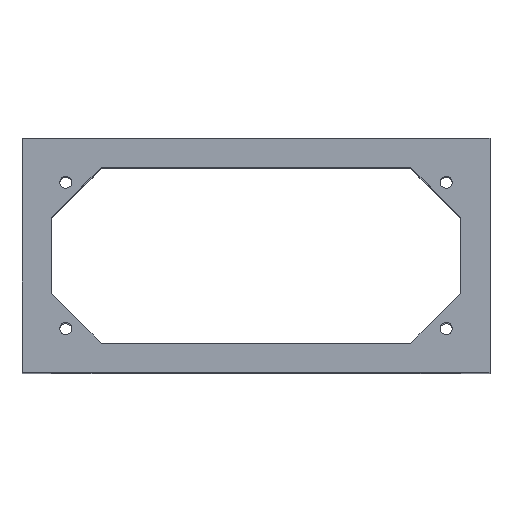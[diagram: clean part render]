
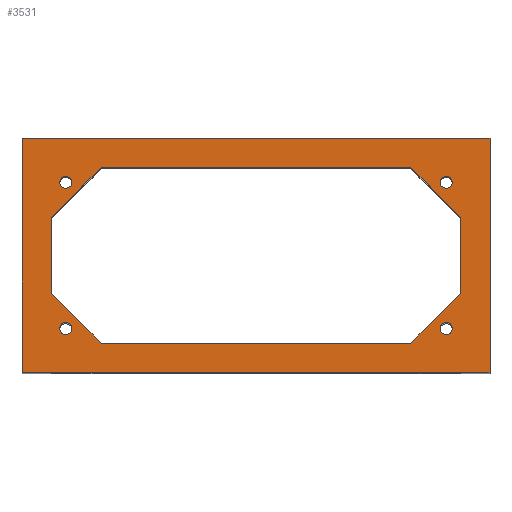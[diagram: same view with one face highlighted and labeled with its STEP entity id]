
A CAD part, top view. The second image highlights one B-rep face of the part: STEP entity #3531.
In plain terms, the highlighted planar face has unit normal (0, 0, 1).
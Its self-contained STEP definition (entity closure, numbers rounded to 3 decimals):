
#111=FACE_BOUND('',#770,.T.);
#112=FACE_BOUND('',#771,.T.);
#113=FACE_BOUND('',#772,.T.);
#114=FACE_BOUND('',#773,.T.);
#115=FACE_BOUND('',#774,.T.);
#182=CIRCLE('',#3691,0.825);
#183=CIRCLE('',#3699,0.825);
#184=CIRCLE('',#3701,0.825);
#185=CIRCLE('',#3703,0.825);
#309=PLANE('',#3753);
#507=FACE_OUTER_BOUND('',#769,.T.);
#769=EDGE_LOOP('',(#3251,#3252,#3253,#3254));
#770=EDGE_LOOP('',(#3255,#3256,#3257,#3258,#3259,#3260,#3261,#3262));
#771=EDGE_LOOP('',(#3263));
#772=EDGE_LOOP('',(#3264));
#773=EDGE_LOOP('',(#3265));
#774=EDGE_LOOP('',(#3266));
#901=LINE('',#5537,#1239);
#921=LINE('',#5590,#1259);
#1049=LINE('',#5907,#1387);
#1053=LINE('',#5918,#1391);
#1056=LINE('',#5923,#1394);
#1058=LINE('',#5927,#1396);
#1060=LINE('',#5932,#1398);
#1063=LINE('',#5937,#1401);
#1065=LINE('',#5941,#1403);
#1070=LINE('',#5956,#1408);
#1095=LINE('',#6005,#1433);
#1120=LINE('',#6056,#1458);
#1239=VECTOR('',#3997,10.);
#1259=VECTOR('',#4031,10.);
#1387=VECTOR('',#4331,10.);
#1391=VECTOR('',#4343,10.);
#1394=VECTOR('',#4348,10.);
#1396=VECTOR('',#4352,10.);
#1398=VECTOR('',#4356,10.);
#1401=VECTOR('',#4361,10.);
#1403=VECTOR('',#4365,10.);
#1408=VECTOR('',#4384,10.);
#1433=VECTOR('',#4457,10.);
#1458=VECTOR('',#4532,10.);
#1691=VERTEX_POINT('',#5535);
#1692=VERTEX_POINT('',#5536);
#1717=VERTEX_POINT('',#5588);
#1718=VERTEX_POINT('',#5589);
#1822=VERTEX_POINT('',#5912);
#1823=VERTEX_POINT('',#5916);
#1824=VERTEX_POINT('',#5917);
#1825=VERTEX_POINT('',#5922);
#1826=VERTEX_POINT('',#5926);
#1827=VERTEX_POINT('',#5930);
#1828=VERTEX_POINT('',#5931);
#1829=VERTEX_POINT('',#5936);
#1830=VERTEX_POINT('',#5940);
#1831=VERTEX_POINT('',#5944);
#1832=VERTEX_POINT('',#5948);
#1833=VERTEX_POINT('',#5952);
#2057=EDGE_CURVE('',#1691,#1692,#901,.T.);
#2083=EDGE_CURVE('',#1717,#1718,#921,.T.);
#2244=EDGE_CURVE('',#1692,#1718,#1049,.T.);
#2248=EDGE_CURVE('',#1822,#1822,#182,.T.);
#2249=EDGE_CURVE('',#1823,#1824,#1053,.T.);
#2252=EDGE_CURVE('',#1825,#1823,#1056,.T.);
#2254=EDGE_CURVE('',#1826,#1825,#1058,.T.);
#2256=EDGE_CURVE('',#1827,#1828,#1060,.T.);
#2259=EDGE_CURVE('',#1829,#1827,#1063,.T.);
#2261=EDGE_CURVE('',#1830,#1829,#1065,.T.);
#2264=EDGE_CURVE('',#1831,#1831,#183,.T.);
#2266=EDGE_CURVE('',#1832,#1832,#184,.T.);
#2268=EDGE_CURVE('',#1833,#1833,#185,.T.);
#2269=EDGE_CURVE('',#1828,#1826,#1070,.T.);
#2294=EDGE_CURVE('',#1824,#1830,#1095,.T.);
#2320=EDGE_CURVE('',#1691,#1717,#1120,.T.);
#3251=ORIENTED_EDGE('',*,*,#2057,.T.);
#3252=ORIENTED_EDGE('',*,*,#2244,.T.);
#3253=ORIENTED_EDGE('',*,*,#2083,.F.);
#3254=ORIENTED_EDGE('',*,*,#2320,.F.);
#3255=ORIENTED_EDGE('',*,*,#2261,.F.);
#3256=ORIENTED_EDGE('',*,*,#2294,.F.);
#3257=ORIENTED_EDGE('',*,*,#2249,.F.);
#3258=ORIENTED_EDGE('',*,*,#2252,.F.);
#3259=ORIENTED_EDGE('',*,*,#2254,.F.);
#3260=ORIENTED_EDGE('',*,*,#2269,.F.);
#3261=ORIENTED_EDGE('',*,*,#2256,.F.);
#3262=ORIENTED_EDGE('',*,*,#2259,.F.);
#3263=ORIENTED_EDGE('',*,*,#2268,.F.);
#3264=ORIENTED_EDGE('',*,*,#2266,.F.);
#3265=ORIENTED_EDGE('',*,*,#2248,.F.);
#3266=ORIENTED_EDGE('',*,*,#2264,.F.);
#3531=ADVANCED_FACE('',(#507,#111,#112,#113,#114,#115),#309,.T.);
#3691=AXIS2_PLACEMENT_3D('',#5914,#4339,#4340);
#3699=AXIS2_PLACEMENT_3D('',#5946,#4370,#4371);
#3701=AXIS2_PLACEMENT_3D('',#5950,#4375,#4376);
#3703=AXIS2_PLACEMENT_3D('',#5954,#4380,#4381);
#3753=AXIS2_PLACEMENT_3D('',#6055,#4530,#4531);
#3997=DIRECTION('',(-1.,0.,0.));
#4031=DIRECTION('',(-1.,0.,0.));
#4331=DIRECTION('',(0.,-1.,0.));
#4339=DIRECTION('center_axis',(0.,0.,
1.));
#4340=DIRECTION('ref_axis',(0.,-1.,0.));
#4343=DIRECTION('',(-0.707,0.707,0.));
#4348=DIRECTION('',(0.,1.,0.));
#4352=DIRECTION('',(0.707,0.707,0.));
#4356=DIRECTION('',(0.707,-0.707,0.));
#4361=DIRECTION('',(0.,-1.,0.));
#4365=DIRECTION('',(-0.707,-0.707,0.));
#4370=DIRECTION('center_axis',(0.,0.,
1.));
#4371=DIRECTION('ref_axis',(0.,-1.,0.));
#4375=DIRECTION('center_axis',(0.,0.,
1.));
#4376=DIRECTION('ref_axis',(0.,-1.,0.));
#4380=DIRECTION('center_axis',(0.,0.,
1.));
#4381=DIRECTION('ref_axis',(0.,-1.,0.));
#4384=DIRECTION('',(1.,0.,0.));
#4457=DIRECTION('',(-1.,0.,0.));
#4530=DIRECTION('center_axis',(0.,0.,1.));
#4531=DIRECTION('ref_axis',(-1.,0.,0.));
#4532=DIRECTION('',(0.,-1.,0.));
#5535=CARTESIAN_POINT('',(32.,16.,48.));
#5536=CARTESIAN_POINT('',(-32.,16.,48.));
#5537=CARTESIAN_POINT('',(32.,16.,48.));
#5588=CARTESIAN_POINT('',(32.,-16.,48.));
#5589=CARTESIAN_POINT('',(-32.,-16.,48.));
#5590=CARTESIAN_POINT('',(32.,-16.,48.));
#5907=CARTESIAN_POINT('',(-32.,16.,48.));
#5912=CARTESIAN_POINT('',(-26.,-9.175,48.));
#5914=CARTESIAN_POINT('Origin',(-26.,-10.,48.));
#5916=CARTESIAN_POINT('',(28.,5.172,48.));
#5917=CARTESIAN_POINT('',(21.172,12.,48.));
#5918=CARTESIAN_POINT('',(21.172,12.,48.));
#5922=CARTESIAN_POINT('',(28.,-5.172,48.));
#5923=CARTESIAN_POINT('',(28.,5.172,48.));
#5926=CARTESIAN_POINT('',(21.172,-12.,48.));
#5927=CARTESIAN_POINT('',(24.586,-8.586,48.));
#5930=CARTESIAN_POINT('',(-28.,-5.172,48.));
#5931=CARTESIAN_POINT('',(-21.172,-12.,48.));
#5932=CARTESIAN_POINT('',(-24.586,-8.586,48.));
#5936=CARTESIAN_POINT('',(-28.,5.172,48.));
#5937=CARTESIAN_POINT('',(-28.,5.172,48.));
#5940=CARTESIAN_POINT('',(-21.172,12.,48.));
#5941=CARTESIAN_POINT('',(-24.586,8.586,48.));
#5944=CARTESIAN_POINT('',(-26.,10.825,48.));
#5946=CARTESIAN_POINT('Origin',(-26.,10.,48.));
#5948=CARTESIAN_POINT('',(26.,-9.175,48.));
#5950=CARTESIAN_POINT('Origin',(26.,-10.,48.));
#5952=CARTESIAN_POINT('',(26.,10.825,48.));
#5954=CARTESIAN_POINT('Origin',(26.,10.,48.));
#5956=CARTESIAN_POINT('',(32.,-12.,48.));
#6005=CARTESIAN_POINT('',(32.,12.,48.));
#6055=CARTESIAN_POINT('Origin',(32.,16.,48.));
#6056=CARTESIAN_POINT('',(32.,16.,48.));
